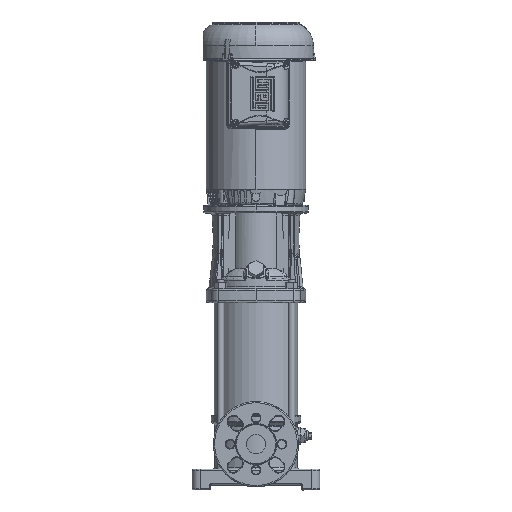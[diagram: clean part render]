
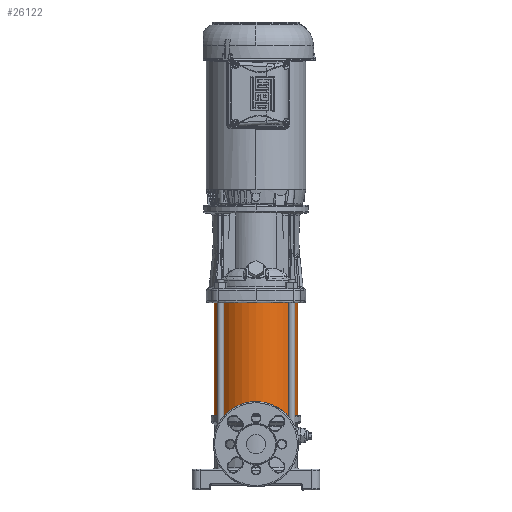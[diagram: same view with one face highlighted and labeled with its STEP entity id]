
A CAD part, top view. The second image highlights one B-rep face of the part: STEP entity #26122.
In plain terms, the highlighted cylindrical face has radius 68.75 mm (diameter 137.5 mm), a partial arc.
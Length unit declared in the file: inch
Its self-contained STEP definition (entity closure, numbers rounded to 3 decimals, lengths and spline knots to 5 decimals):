
#1746 = DIRECTION ( 'NONE',  ( 0., 0., -1. ) ) ;
#2292 = CARTESIAN_POINT ( 'NONE',  ( 0., 9.15354, 0. ) ) ;
#3584 = CARTESIAN_POINT ( 'NONE',  ( 0., 1.85827, -2.70669 ) ) ;
#7488 = EDGE_LOOP ( 'NONE', ( #65826, #52379, #34566, #9204 ) ) ;
#9204 = ORIENTED_EDGE ( 'NONE', *, *, #38379, .T. ) ;
#9999 = VERTEX_POINT ( 'NONE', #17156 ) ;
#14520 = CARTESIAN_POINT ( 'NONE',  ( 0., 9.15354, -2.70669 ) ) ;
#17156 = CARTESIAN_POINT ( 'NONE',  ( 0., 1.85827, 2.70669 ) ) ;
#20525 = FACE_OUTER_BOUND ( 'NONE', #7488, .T. ) ;
#26122 = ADVANCED_FACE ( 'NONE', ( #20525 ), #29002, .T. ) ;
#29002 = CYLINDRICAL_SURFACE ( 'NONE', #74509, 2.70669 ) ;
#34566 = ORIENTED_EDGE ( 'NONE', *, *, #74817, .T. ) ;
#38379 = EDGE_CURVE ( 'NONE', #105398, #42584, #66389, .T. ) ;
#40931 = VECTOR ( 'NONE', #87888, 39.37008 ) ;
#42032 = DIRECTION ( 'NONE',  ( 0., 1., 0. ) ) ;
#42584 = VERTEX_POINT ( 'NONE', #14520 ) ;
#43370 = LINE ( 'NONE', #45577, #40931 ) ;
#45577 = CARTESIAN_POINT ( 'NONE',  ( 0., 7.78346, 2.70669 ) ) ;
#45926 = DIRECTION ( 'NONE',  ( 0., 0., 1. ) ) ;
#49005 = CARTESIAN_POINT ( 'NONE',  ( 0., 9.15354, 2.70669 ) ) ;
#49929 = CARTESIAN_POINT ( 'NONE',  ( 0., 7.78346, -2.70669 ) ) ;
#50259 = EDGE_CURVE ( 'NONE', #85330, #42584, #67970, .T. ) ;
#52379 = ORIENTED_EDGE ( 'NONE', *, *, #60816, .T. ) ;
#60816 = EDGE_CURVE ( 'NONE', #85330, #9999, #71802, .T. ) ;
#63399 = CARTESIAN_POINT ( 'NONE',  ( 0., 1.85827, 0. ) ) ;
#63950 = CARTESIAN_POINT ( 'NONE',  ( 0., 7.78346, 0. ) ) ;
#65826 = ORIENTED_EDGE ( 'NONE', *, *, #50259, .F. ) ;
#66389 = CIRCLE ( 'NONE', #79046, 2.70669 ) ;
#67970 = LINE ( 'NONE', #49929, #85511 ) ;
#71802 = CIRCLE ( 'NONE', #78988, 2.70669 ) ;
#72386 = DIRECTION ( 'NONE',  ( 0., 1., 0. ) ) ;
#72936 = DIRECTION ( 'NONE',  ( 0., 0., 1. ) ) ;
#74509 = AXIS2_PLACEMENT_3D ( 'NONE', #63950, #98326, #72936 ) ;
#74817 = EDGE_CURVE ( 'NONE', #9999, #105398, #43370, .T. ) ;
#78988 = AXIS2_PLACEMENT_3D ( 'NONE', #63399, #72386, #45926 ) ;
#78996 = DIRECTION ( 'NONE',  ( 0., -1., 0. ) ) ;
#79046 = AXIS2_PLACEMENT_3D ( 'NONE', #2292, #78996, #1746 ) ;
#85330 = VERTEX_POINT ( 'NONE', #3584 ) ;
#85511 = VECTOR ( 'NONE', #42032, 39.37008 ) ;
#87888 = DIRECTION ( 'NONE',  ( 0., 1., 0. ) ) ;
#98326 = DIRECTION ( 'NONE',  ( 0., 1., 0. ) ) ;
#105398 = VERTEX_POINT ( 'NONE', #49005 ) ;
